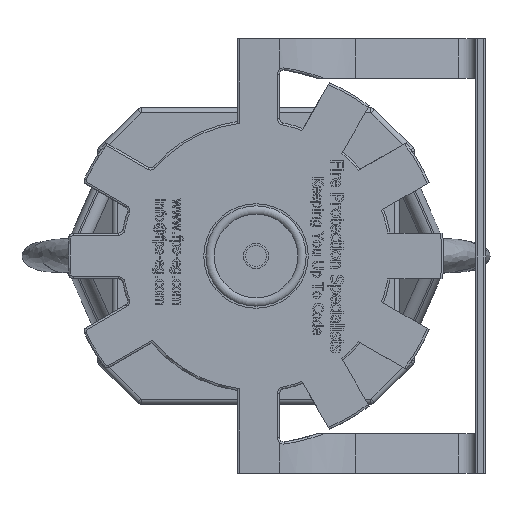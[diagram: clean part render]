
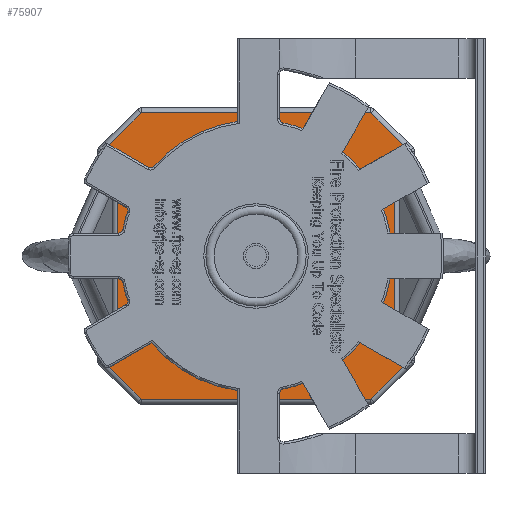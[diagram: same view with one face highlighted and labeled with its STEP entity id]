
A CAD part, front view. The second image highlights one B-rep face of the part: STEP entity #75907.
In plain terms, the highlighted planar face has unit normal (0, -1, 0).
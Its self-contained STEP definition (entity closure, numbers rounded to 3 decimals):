
#220=B_SPLINE_CURVE_WITH_KNOTS('',3,(#99073,#99074,#99075,#99076,#99077),
 .UNSPECIFIED.,.F.,.F.,(4,1,4),(-0.11,-0.063,
0.),.UNSPECIFIED.);
#222=B_SPLINE_CURVE_WITH_KNOTS('',3,(#99114,#99115,#99116,#99117,#99118),
 .UNSPECIFIED.,.F.,.F.,(4,1,4),(-0.11,-0.063,
0.),.UNSPECIFIED.);
#225=B_SPLINE_CURVE_WITH_KNOTS('',3,(#99228,#99229,#99230,#99231,#99232),
 .UNSPECIFIED.,.F.,.F.,(4,1,4),(-0.11,-0.047,0.),
 .UNSPECIFIED.);
#227=B_SPLINE_CURVE_WITH_KNOTS('',3,(#99269,#99270,#99271,#99272,#99273),
 .UNSPECIFIED.,.F.,.F.,(4,1,4),(-0.11,-0.047,
0.),.UNSPECIFIED.);
#5644=FACE_BOUND('',#26904,.T.);
#6143=PLANE('',#80197);
#8281=LINE('',#97787,#15300);
#8283=LINE('',#97807,#15302);
#8290=LINE('',#97837,#15309);
#8299=LINE('',#97879,#15318);
#8304=LINE('',#97914,#15323);
#8310=LINE('',#97947,#15329);
#8312=LINE('',#97967,#15331);
#8318=LINE('',#97993,#15337);
#8320=LINE('',#98013,#15339);
#8331=LINE('',#98060,#15350);
#8361=LINE('',#98977,#15380);
#8363=LINE('',#99009,#15382);
#8366=LINE('',#99044,#15385);
#8367=LINE('',#99087,#15386);
#8379=LINE('',#99199,#15398);
#8380=LINE('',#99242,#15399);
#15300=VECTOR('',#83212,10.);
#15302=VECTOR('',#83220,10.);
#15309=VECTOR('',#83253,10.);
#15318=VECTOR('',#83284,10.);
#15323=VECTOR('',#83311,10.);
#15329=VECTOR('',#83341,10.);
#15331=VECTOR('',#83349,10.);
#15337=VECTOR('',#83377,10.);
#15339=VECTOR('',#83385,10.);
#15350=VECTOR('',#83420,10.);
#15380=VECTOR('',#83580,10.);
#15382=VECTOR('',#83588,10.);
#15385=VECTOR('',#83599,10.);
#15386=VECTOR('',#83606,10.);
#15398=VECTOR('',#83636,10.);
#15399=VECTOR('',#83643,10.);
#22668=FACE_OUTER_BOUND('',#26903,.T.);
#26903=EDGE_LOOP('',(#52201,#52202,#52203,#52204,#52205,#52206,#52207,#52208,
#52209,#52210,#52211,#52212,#52213,#52214,#52215,#52216,#52217,#52218,#52219,
#52220));
#26904=EDGE_LOOP('',(#52221));
#31266=CIRCLE('',#80195,2.);
#31906=VERTEX_POINT('',#97759);
#31914=VERTEX_POINT('',#97786);
#31917=VERTEX_POINT('',#97805);
#31927=VERTEX_POINT('',#97835);
#31937=VERTEX_POINT('',#97877);
#31944=VERTEX_POINT('',#97912);
#31947=VERTEX_POINT('',#97919);
#31955=VERTEX_POINT('',#97946);
#31958=VERTEX_POINT('',#97965);
#31961=VERTEX_POINT('',#97972);
#31967=VERTEX_POINT('',#97992);
#31970=VERTEX_POINT('',#98011);
#32027=VERTEX_POINT('',#98976);
#32030=VERTEX_POINT('',#99008);
#32034=VERTEX_POINT('',#99042);
#32036=VERTEX_POINT('',#99071);
#32038=VERTEX_POINT('',#99085);
#32046=VERTEX_POINT('',#99197);
#32048=VERTEX_POINT('',#99226);
#32050=VERTEX_POINT('',#99240);
#32261=VERTEX_POINT('',#100824);
#39491=EDGE_CURVE('',#31906,#31914,#8281,.T.);
#39496=EDGE_CURVE('',#31917,#31906,#8283,.T.);
#39511=EDGE_CURVE('',#31927,#31917,#8290,.T.);
#39527=EDGE_CURVE('',#31937,#31927,#8299,.T.);
#39539=EDGE_CURVE('',#31944,#31937,#8304,.T.);
#39553=EDGE_CURVE('',#31947,#31955,#8310,.T.);
#39558=EDGE_CURVE('',#31958,#31947,#8312,.T.);
#39570=EDGE_CURVE('',#31961,#31967,#8318,.T.);
#39575=EDGE_CURVE('',#31970,#31961,#8320,.T.);
#39593=EDGE_CURVE('',#31967,#31958,#8331,.T.);
#39686=EDGE_CURVE('',#31914,#32027,#8361,.T.);
#39691=EDGE_CURVE('',#31955,#32030,#8363,.T.);
#39698=EDGE_CURVE('',#32034,#31970,#8366,.T.);
#39700=EDGE_CURVE('',#32036,#32034,#220,.T.);
#39703=EDGE_CURVE('',#32038,#32036,#8367,.T.);
#39705=EDGE_CURVE('',#32027,#32038,#222,.T.);
#39723=EDGE_CURVE('',#32046,#31944,#8379,.T.);
#39725=EDGE_CURVE('',#32048,#32046,#225,.T.);
#39728=EDGE_CURVE('',#32050,#32048,#8380,.T.);
#39730=EDGE_CURVE('',#32030,#32050,#227,.T.);
#40058=EDGE_CURVE('',#32261,#32261,#31266,.T.);
#52201=ORIENTED_EDGE('',*,*,#39539,.F.);
#52202=ORIENTED_EDGE('',*,*,#39723,.F.);
#52203=ORIENTED_EDGE('',*,*,#39725,.F.);
#52204=ORIENTED_EDGE('',*,*,#39728,.F.);
#52205=ORIENTED_EDGE('',*,*,#39730,.F.);
#52206=ORIENTED_EDGE('',*,*,#39691,.F.);
#52207=ORIENTED_EDGE('',*,*,#39553,.F.);
#52208=ORIENTED_EDGE('',*,*,#39558,.F.);
#52209=ORIENTED_EDGE('',*,*,#39593,.F.);
#52210=ORIENTED_EDGE('',*,*,#39570,.F.);
#52211=ORIENTED_EDGE('',*,*,#39575,.F.);
#52212=ORIENTED_EDGE('',*,*,#39698,.F.);
#52213=ORIENTED_EDGE('',*,*,#39700,.F.);
#52214=ORIENTED_EDGE('',*,*,#39703,.F.);
#52215=ORIENTED_EDGE('',*,*,#39705,.F.);
#52216=ORIENTED_EDGE('',*,*,#39686,.F.);
#52217=ORIENTED_EDGE('',*,*,#39491,.F.);
#52218=ORIENTED_EDGE('',*,*,#39496,.F.);
#52219=ORIENTED_EDGE('',*,*,#39511,.F.);
#52220=ORIENTED_EDGE('',*,*,#39527,.F.);
#52221=ORIENTED_EDGE('',*,*,#40058,.F.);
#75907=ADVANCED_FACE('',(#22668,#5644),#6143,.F.);
#80195=AXIS2_PLACEMENT_3D('',#100825,#84040,#84041);
#80197=AXIS2_PLACEMENT_3D('',#100827,#84044,#84045);
#83212=DIRECTION('',(0.,0.,1.));
#83220=DIRECTION('',(-0.707,0.,0.707));
#83253=DIRECTION('',(-1.,0.,0.));
#83284=DIRECTION('',(-0.707,0.,-0.707));
#83311=DIRECTION('',(0.,0.,-1.));
#83341=DIRECTION('',(0.,0.,-1.));
#83349=DIRECTION('',(0.707,0.,-0.707));
#83377=DIRECTION('',(0.707,0.,0.707));
#83385=DIRECTION('',(0.,0.,1.));
#83420=DIRECTION('',(1.,0.,0.));
#83580=DIRECTION('',(1.,0.,0.));
#83588=DIRECTION('',(-1.,0.,0.));
#83599=DIRECTION('',(-1.,0.,0.));
#83606=DIRECTION('',(0.,0.,1.));
#83636=DIRECTION('',(1.,0.,0.));
#83643=DIRECTION('',(0.,0.,-1.));
#84040=DIRECTION('center_axis',(0.,-1.,0.));
#84041=DIRECTION('ref_axis',(0.,0.,
1.));
#84044=DIRECTION('center_axis',(0.,1.,0.));
#84045=DIRECTION('ref_axis',(0.,0.,
1.));
#97759=CARTESIAN_POINT('',(-13.994,-4.375,11.15));
#97786=CARTESIAN_POINT('',(-13.994,-4.375,12.308));
#97787=CARTESIAN_POINT('',(-13.994,-4.375,18.696));
#97805=CARTESIAN_POINT('',(-12.14,-4.375,9.296));
#97807=CARTESIAN_POINT('',(-13.442,-4.375,10.598));
#97835=CARTESIAN_POINT('',(-1.147,-4.375,9.296));
#97837=CARTESIAN_POINT('',(-9.444,-4.375,9.296));
#97877=CARTESIAN_POINT('',(0.706,-4.375,11.15));
#97879=CARTESIAN_POINT('',(-0.846,-4.375,9.598));
#97912=CARTESIAN_POINT('',(0.706,-4.375,12.308));
#97914=CARTESIAN_POINT('',(0.706,-4.375,13.596));
#97919=CARTESIAN_POINT('',(0.706,-4.375,21.143));
#97946=CARTESIAN_POINT('',(0.706,-4.375,19.985));
#97947=CARTESIAN_POINT('',(0.706,-4.375,13.596));
#97965=CARTESIAN_POINT('',(-1.147,-4.375,22.996));
#97967=CARTESIAN_POINT('',(0.154,-4.375,21.695));
#97972=CARTESIAN_POINT('',(-13.994,-4.375,21.143));
#97992=CARTESIAN_POINT('',(-12.14,-4.375,22.996));
#97993=CARTESIAN_POINT('',(-12.442,-4.375,22.695));
#98011=CARTESIAN_POINT('',(-13.994,-4.375,19.985));
#98013=CARTESIAN_POINT('',(-13.994,-4.375,18.696));
#98060=CARTESIAN_POINT('',(-3.844,-4.375,22.996));
#98976=CARTESIAN_POINT('',(-13.97,-4.375,12.308));
#98977=CARTESIAN_POINT('',(-10.307,-4.375,12.308));
#99008=CARTESIAN_POINT('',(0.682,-4.375,19.985));
#99009=CARTESIAN_POINT('',(-2.981,-4.375,19.985));
#99042=CARTESIAN_POINT('',(-13.97,-4.375,19.985));
#99044=CARTESIAN_POINT('',(-10.355,-4.375,19.985));
#99071=CARTESIAN_POINT('',(-13.276,-4.375,19.284));
#99073=CARTESIAN_POINT('Ctrl Pts',(-13.276,-4.375,
19.284));
#99074=CARTESIAN_POINT('Ctrl Pts',(-13.276,-4.375,
19.44));
#99075=CARTESIAN_POINT('Ctrl Pts',(-13.4,-4.375,19.807));
#99076=CARTESIAN_POINT('Ctrl Pts',(-13.761,-4.375,
19.985));
#99077=CARTESIAN_POINT('Ctrl Pts',(-13.97,-4.375,
19.985));
#99085=CARTESIAN_POINT('',(-13.276,-4.375,13.009));
#99087=CARTESIAN_POINT('',(-13.276,-4.375,17.715));
#99114=CARTESIAN_POINT('Ctrl Pts',(-13.97,-4.375,
12.308));
#99115=CARTESIAN_POINT('Ctrl Pts',(-13.813,-4.375,
12.308));
#99116=CARTESIAN_POINT('Ctrl Pts',(-13.447,-4.375,
12.438));
#99117=CARTESIAN_POINT('Ctrl Pts',(-13.276,-4.375,
12.8));
#99118=CARTESIAN_POINT('Ctrl Pts',(-13.276,-4.375,
13.009));
#99197=CARTESIAN_POINT('',(0.682,-4.375,12.308));
#99199=CARTESIAN_POINT('',(-2.933,-4.375,12.308));
#99226=CARTESIAN_POINT('',(-0.012,-4.375,13.009));
#99228=CARTESIAN_POINT('Ctrl Pts',(-0.012,-4.375,
13.009));
#99229=CARTESIAN_POINT('Ctrl Pts',(-0.012,-4.375,
12.8));
#99230=CARTESIAN_POINT('Ctrl Pts',(0.16,-4.375,
12.438));
#99231=CARTESIAN_POINT('Ctrl Pts',(0.526,-4.375,
12.308));
#99232=CARTESIAN_POINT('Ctrl Pts',(0.682,-4.375,
12.308));
#99240=CARTESIAN_POINT('',(-0.012,-4.375,19.284));
#99242=CARTESIAN_POINT('',(-0.012,-4.375,14.578));
#99269=CARTESIAN_POINT('Ctrl Pts',(0.682,-4.375,
19.985));
#99270=CARTESIAN_POINT('Ctrl Pts',(0.473,-4.375,
19.985));
#99271=CARTESIAN_POINT('Ctrl Pts',(0.113,-4.375,
19.807));
#99272=CARTESIAN_POINT('Ctrl Pts',(-0.012,-4.375,
19.44));
#99273=CARTESIAN_POINT('Ctrl Pts',(-0.012,-4.375,
19.284));
#100824=CARTESIAN_POINT('',(-6.644,-4.375,14.146));
#100825=CARTESIAN_POINT('Origin',(-6.644,-4.375,16.146));
#100827=CARTESIAN_POINT('Origin',(-6.644,-4.375,16.146));
